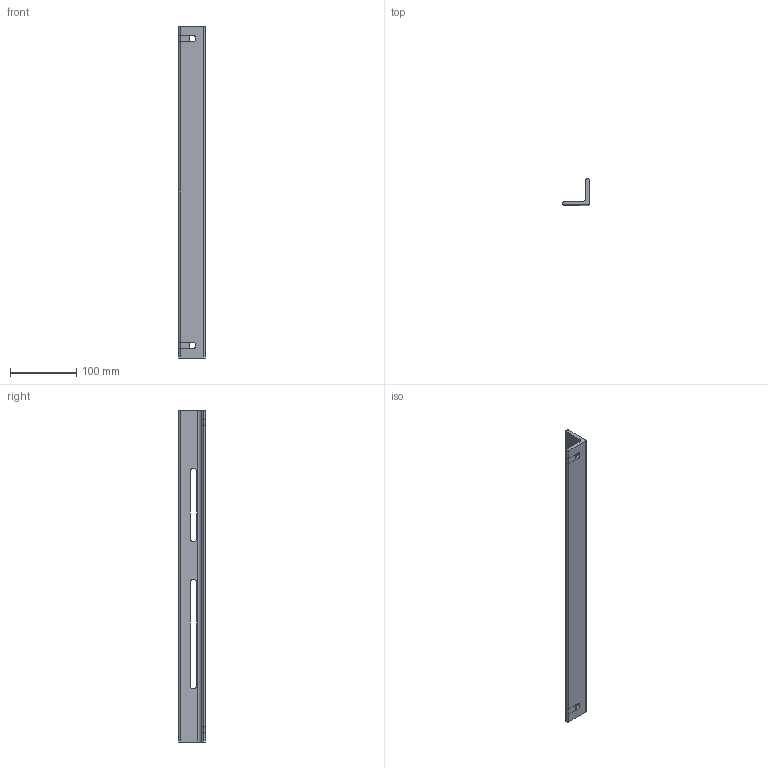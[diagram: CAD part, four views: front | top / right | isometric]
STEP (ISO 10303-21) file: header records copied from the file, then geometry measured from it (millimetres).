
FILE_DESCRIPTION(/* description */ ('CAx-IF Rec.Pracs.---Representation and Presentation of Product Manufacturing Information (PMI)---4.0---2014-10-13','CAx-IF Rec.Pracs.---3D Tessellated Geometry---0.4---2014-09-14','2;1'),/* implementation_level */ '2;1');
FILE_NAME(/* name */ 'A_Roller_Mounting_Platform_Rebuilt',/* time_stamp */ '2024-04-10T10:19:33+02:00',/* author */ ('Philippe COLBACH'),/* organization */ ('ETH Zurich'),/* preprocessor_version */ 'ST-DEVELOPER v18.1',/* originating_system */ 'SIEMENS PLM Software NX 1988',/* authorisation */ $);
FILE_SCHEMA (('AP242_MANAGED_MODEL_BASED_3D_ENGINEERING_MIM_LF { 1 0 10303 442 3 1 4 }'));
Length unit declared in the file: millimetre
Products named in the file (3): A_Roller_Mounting_Platform_Rebuilt; M_Roller_Mounting_Platform_Slit_Insert; M_Roller_Mounting_Platform
Assembly tree (3 placements, depth 2):
  A_Roller_Mounting_Platform_Rebuilt
    M_Roller_Mounting_Platform_Slit_Insert  x2
    M_Roller_Mounting_Platform
Bounding box: 40 x 40 x 500 mm (x, y, z)
Volume: 174788.7 mm3; surface area: 75399.5 mm2
Topology: 3 solids, 3 shells, 50 faces, 132 edges, 88 vertices
Faces by surface type: plane 30, cylinder 20
Entity records: 1807 total; most frequent: DIRECTION 338, CARTESIAN_POINT 308, ORIENTED_EDGE 228, AXIS2_PLACEMENT_3D 130, EDGE_CURVE 114, LINE 78, VECTOR 78, VERTEX_POINT 76
